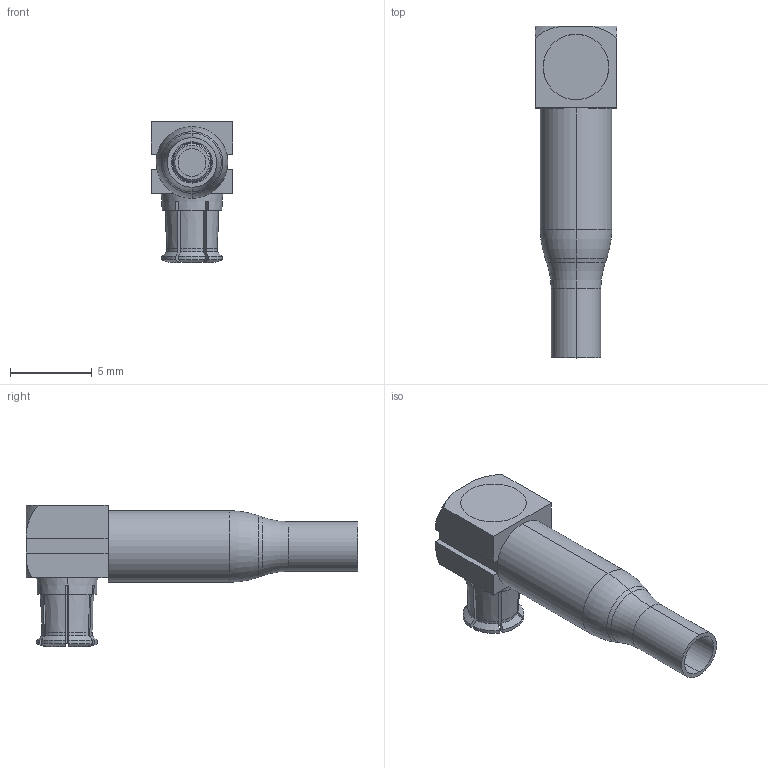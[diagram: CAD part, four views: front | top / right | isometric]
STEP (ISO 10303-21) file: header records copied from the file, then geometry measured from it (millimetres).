
FILE_DESCRIPTION (( 'STEP AP214' ), '1' );
FILE_NAME ('BAC508.STEP', '2018-05-30T14:55:55', ( '' ), ( '' ), 'SwSTEP 2.0', 'SolidWorks 2017', '' );
FILE_SCHEMA (( 'AUTOMOTIVE_DESIGN' ));
Length unit declared in the file: inch
Products named in the file (6): BAC508; BAC508-MA1; BAC508-MA3; BAC508-MA2; BAC508-MA4_shrunk
Assembly tree (5 placements, depth 2):
  BAC508
    BAC508
    BAC508-MA1
    BAC508-MA2
    BAC508-MA3
    BAC508-MA4_shrunk
Bounding box: 5 x 20.24 x 8.6 mm (x, y, z)
Volume: 209.9 mm3; surface area: 926.1 mm2
Topology: 5 solids, 5 shells, 154 faces, 377 edges, 240 vertices
Faces by surface type: plane 59, cylinder 53, cone 28, torus 14
Entity records: 4953 total; most frequent: CARTESIAN_POINT 1011, DIRECTION 807, ORIENTED_EDGE 754, EDGE_CURVE 377, AXIS2_PLACEMENT_3D 324, VERTEX_POINT 240, EDGE_LOOP 165, CIRCLE 162
